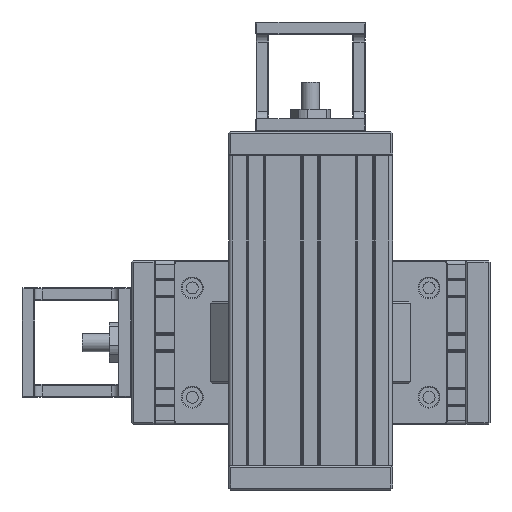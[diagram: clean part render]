
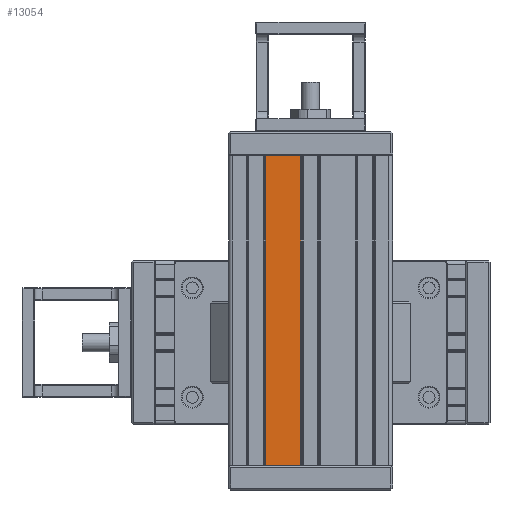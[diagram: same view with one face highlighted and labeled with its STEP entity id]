
A CAD part, front view. The second image highlights one B-rep face of the part: STEP entity #13054.
In plain terms, the highlighted planar face has unit normal (0, -1, 0).
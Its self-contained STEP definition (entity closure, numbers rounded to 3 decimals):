
#554 = DIRECTION ( 'NONE',  ( 0., 0., 1. ) ) ;
#1503 = LINE ( 'NONE', #3885, #12708 ) ;
#1849 = CARTESIAN_POINT ( 'NONE',  ( 327.323, 211.656, 0. ) ) ;
#1929 = LINE ( 'NONE', #11675, #4171 ) ;
#3245 = LINE ( 'NONE', #12991, #17236 ) ;
#3885 = CARTESIAN_POINT ( 'NONE',  ( 327.323, 211.656, 170. ) ) ;
#4054 = EDGE_CURVE ( 'NONE', #9287, #18374, #1503, .T. ) ;
#4171 = VECTOR ( 'NONE', #31228, 1000. ) ;
#4341 = EDGE_LOOP ( 'NONE', ( #26426, #21764, #28510, #19519 ) ) ;
#6653 = LINE ( 'NONE', #11606, #22132 ) ;
#6685 = CARTESIAN_POINT ( 'NONE',  ( 308.023, 211.656, 0. ) ) ;
#7727 = CARTESIAN_POINT ( 'NONE',  ( 308.023, 211.656, 170. ) ) ;
#9287 = VERTEX_POINT ( 'NONE', #22107 ) ;
#10652 = EDGE_CURVE ( 'NONE', #14039, #9287, #1929, .T. ) ;
#11606 = CARTESIAN_POINT ( 'NONE',  ( 308.023, 211.656, 0. ) ) ;
#11675 = CARTESIAN_POINT ( 'NONE',  ( 308.023, 211.656, 170. ) ) ;
#12708 = VECTOR ( 'NONE', #23583, 1000. ) ;
#12991 = CARTESIAN_POINT ( 'NONE',  ( 308.023, 211.656, 170. ) ) ;
#13054 = ADVANCED_FACE ( 'NONE', ( #19904 ), #29686, .F. ) ;
#13317 = DIRECTION ( 'NONE',  ( 0., 0., -1. ) ) ;
#14039 = VERTEX_POINT ( 'NONE', #24729 ) ;
#17236 = VECTOR ( 'NONE', #13317, 1000. ) ;
#17519 = DIRECTION ( 'NONE',  ( 0., 1., 0. ) ) ;
#17696 = AXIS2_PLACEMENT_3D ( 'NONE', #7727, #17519, #554 ) ;
#18374 = VERTEX_POINT ( 'NONE', #1849 ) ;
#19519 = ORIENTED_EDGE ( 'NONE', *, *, #22927, .T. ) ;
#19622 = VERTEX_POINT ( 'NONE', #6685 ) ;
#19904 = FACE_OUTER_BOUND ( 'NONE', #4341, .T. ) ;
#21223 = EDGE_CURVE ( 'NONE', #19622, #18374, #6653, .T. ) ;
#21764 = ORIENTED_EDGE ( 'NONE', *, *, #4054, .F. ) ;
#22107 = CARTESIAN_POINT ( 'NONE',  ( 327.323, 211.656, 170. ) ) ;
#22132 = VECTOR ( 'NONE', #31472, 1000. ) ;
#22927 = EDGE_CURVE ( 'NONE', #14039, #19622, #3245, .T. ) ;
#23583 = DIRECTION ( 'NONE',  ( 0., 0., -1. ) ) ;
#24729 = CARTESIAN_POINT ( 'NONE',  ( 308.023, 211.656, 170. ) ) ;
#26426 = ORIENTED_EDGE ( 'NONE', *, *, #21223, .T. ) ;
#28510 = ORIENTED_EDGE ( 'NONE', *, *, #10652, .F. ) ;
#29686 = PLANE ( 'NONE',  #17696 ) ;
#31228 = DIRECTION ( 'NONE',  ( 1., 0., 0. ) ) ;
#31472 = DIRECTION ( 'NONE',  ( 1., 0., 0. ) ) ;
